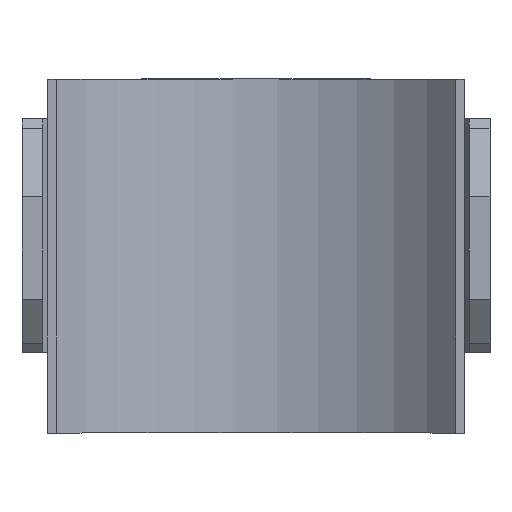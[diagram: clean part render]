
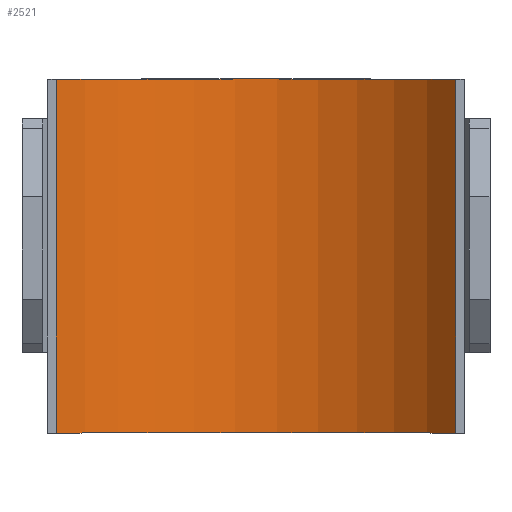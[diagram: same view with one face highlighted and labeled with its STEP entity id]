
A CAD part, front view. The second image highlights one B-rep face of the part: STEP entity #2521.
In plain terms, the highlighted cylindrical face has radius 25 mm (diameter 50 mm), a partial arc.
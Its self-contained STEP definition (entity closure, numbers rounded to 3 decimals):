
#37 = VERTEX_POINT ( 'NONE', #1956 ) ;
#757 = CARTESIAN_POINT ( 'NONE',  ( 19.209, -9., 17. ) ) ;
#823 = VERTEX_POINT ( 'NONE', #757 ) ;
#1309 = CARTESIAN_POINT ( 'NONE',  ( 0., -25., 17. ) ) ;
#1517 = LINE ( 'NONE', #8112, #6570 ) ;
#1824 = EDGE_CURVE ( 'NONE', #4532, #6718, #8614, .T. ) ;
#1905 = EDGE_CURVE ( 'NONE', #4532, #823, #3195, .T. ) ;
#1956 = CARTESIAN_POINT ( 'NONE',  ( 19.209, -9., -17. ) ) ;
#2068 = ORIENTED_EDGE ( 'NONE', *, *, #1905, .F. ) ;
#2521 = ADVANCED_FACE ( 'NONE', ( #8998 ), #4142, .F. ) ;
#2822 = EDGE_LOOP ( 'NONE', ( #7842, #2839, #2068, #9002 ) ) ;
#2839 = ORIENTED_EDGE ( 'NONE', *, *, #9941, .F. ) ;
#3195 = CIRCLE ( 'NONE', #3719, 25. ) ;
#3719 = AXIS2_PLACEMENT_3D ( 'NONE', #1309, #10261, #5347 ) ;
#3738 = CARTESIAN_POINT ( 'NONE',  ( 0., -25., -17. ) ) ;
#3904 = CARTESIAN_POINT ( 'NONE',  ( -19.209, -9., -17. ) ) ;
#4142 = CYLINDRICAL_SURFACE ( 'NONE', #6598, 25. ) ;
#4532 = VERTEX_POINT ( 'NONE', #10439 ) ;
#4556 = CARTESIAN_POINT ( 'NONE',  ( -19.209, -9., 17. ) ) ;
#4791 = DIRECTION ( 'NONE',  ( 0., 0., -1. ) ) ;
#4832 = DIRECTION ( 'NONE',  ( -1., 0., 0. ) ) ;
#5143 = EDGE_CURVE ( 'NONE', #6718, #37, #9653, .T. ) ;
#5347 = DIRECTION ( 'NONE',  ( 1., 0., 0. ) ) ;
#5710 = DIRECTION ( 'NONE',  ( 0., 0., -1. ) ) ;
#6352 = DIRECTION ( 'NONE',  ( 0., 0., -1. ) ) ;
#6560 = AXIS2_PLACEMENT_3D ( 'NONE', #3738, #6352, #6998 ) ;
#6570 = VECTOR ( 'NONE', #5710, 1000. ) ;
#6598 = AXIS2_PLACEMENT_3D ( 'NONE', #8096, #4791, #4832 ) ;
#6601 = VECTOR ( 'NONE', #6891, 1000. ) ;
#6718 = VERTEX_POINT ( 'NONE', #3904 ) ;
#6891 = DIRECTION ( 'NONE',  ( 0., 0., -1. ) ) ;
#6998 = DIRECTION ( 'NONE',  ( 1., 0., 0. ) ) ;
#7842 = ORIENTED_EDGE ( 'NONE', *, *, #5143, .T. ) ;
#8096 = CARTESIAN_POINT ( 'NONE',  ( 0., -25., 17. ) ) ;
#8112 = CARTESIAN_POINT ( 'NONE',  ( 19.209, -9., 17. ) ) ;
#8614 = LINE ( 'NONE', #4556, #6601 ) ;
#8998 = FACE_OUTER_BOUND ( 'NONE', #2822, .T. ) ;
#9002 = ORIENTED_EDGE ( 'NONE', *, *, #1824, .T. ) ;
#9653 = CIRCLE ( 'NONE', #6560, 25. ) ;
#9941 = EDGE_CURVE ( 'NONE', #823, #37, #1517, .T. ) ;
#10261 = DIRECTION ( 'NONE',  ( 0., 0., -1. ) ) ;
#10439 = CARTESIAN_POINT ( 'NONE',  ( -19.209, -9., 17. ) ) ;
